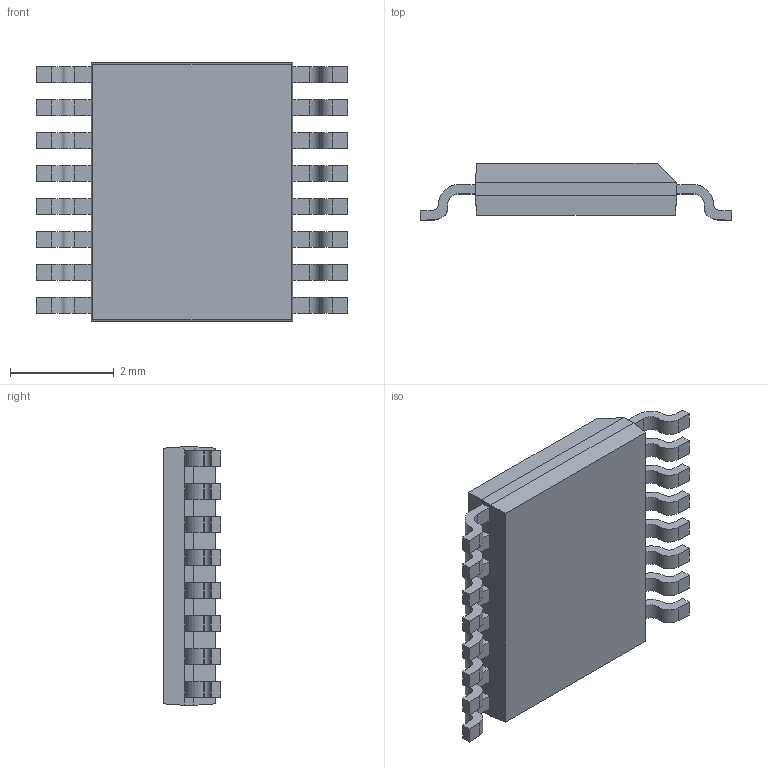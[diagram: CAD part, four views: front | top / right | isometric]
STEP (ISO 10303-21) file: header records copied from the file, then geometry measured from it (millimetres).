
FILE_DESCRIPTION (( 'STEP AP214' ), '1' );
FILE_NAME ('47DD5D5C-F3E6-46AB-96C2-C67335B27565.STEP', '2025-04-23T09:03:27', ( '' ), ( '' ), 'SwSTEP 2.0', 'SolidWorks 2022', '' );
FILE_SCHEMA (( 'AUTOMOTIVE_DESIGN' ));
Length unit declared in the file: inch
Products named in the file (1): 47DD5D5C-F3E6-46AB-96C2-C67335B27565
Bounding box: 5.99 x 1.1 x 4.98 mm (x, y, z)
Volume: 20 mm3; surface area: 75.3 mm2
Topology: 1 solids, 1 shells, 231 faces, 635 edges, 406 vertices
Faces by surface type: plane 167, cylinder 64
Entity records: 10102 total; most frequent: CARTESIAN_POINT 1273, ORIENTED_EDGE 1270, DIRECTION 1227, EDGE_CURVE 635, VECTOR 507, LINE 507, VERTEX_POINT 406, AXIS2_PLACEMENT_3D 360
